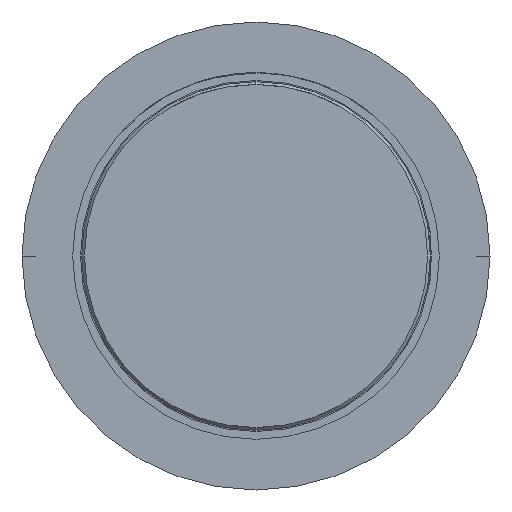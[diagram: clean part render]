
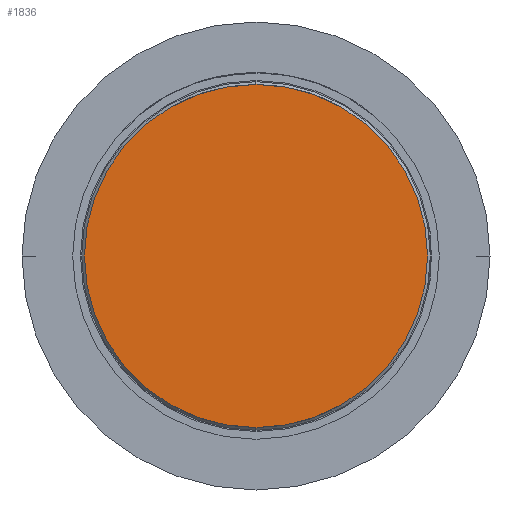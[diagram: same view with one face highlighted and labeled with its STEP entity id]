
A CAD part, front view. The second image highlights one B-rep face of the part: STEP entity #1836.
In plain terms, the highlighted planar face has unit normal (0, -1, 0).
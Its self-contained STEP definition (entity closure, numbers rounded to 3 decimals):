
#308 = CIRCLE ( 'NONE', #3643, 2.2 ) ;
#604 = CARTESIAN_POINT ( 'NONE',  ( 0., 0., -1.9 ) ) ;
#834 = DIRECTION ( 'NONE',  ( -1., 0., 0. ) ) ;
#850 = AXIS2_PLACEMENT_3D ( 'NONE', #1247, #3443, #2710 ) ;
#980 = CARTESIAN_POINT ( 'NONE',  ( -2.2, 0., 0. ) ) ;
#1247 = CARTESIAN_POINT ( 'NONE',  ( 0., 0., 0. ) ) ;
#1273 = CIRCLE ( 'NONE', #850, 2.2 ) ;
#1390 = PLANE ( 'NONE',  #2739 ) ;
#1669 = EDGE_LOOP ( 'NONE', ( #4514, #1788 ) ) ;
#1722 = VERTEX_POINT ( 'NONE', #2378 ) ;
#1726 = DIRECTION ( 'NONE',  ( 1., 0., 0. ) ) ;
#1788 = ORIENTED_EDGE ( 'NONE', *, *, #3202, .T. ) ;
#1836 = ADVANCED_FACE ( 'Defeature ausgef�hrt2_7', ( #2596 ), #1390, .F. ) ;
#1936 = CARTESIAN_POINT ( 'NONE',  ( 0., 0., 0. ) ) ;
#2378 = CARTESIAN_POINT ( 'NONE',  ( 2.2, 0., 0. ) ) ;
#2395 = EDGE_CURVE ( 'Defeature ausgef�hrt2_7+Defeature ausgef�hrt2_14+Defeature ausgef�hrt2_14+Defeature ausgef�hrt2_14', #4512, #1722, #308, .T. ) ;
#2596 = FACE_OUTER_BOUND ( 'NONE', #1669, .T. ) ;
#2710 = DIRECTION ( 'NONE',  ( -1., 0., 0. ) ) ;
#2711 = DIRECTION ( 'NONE',  ( 0., -1., 0. ) ) ;
#2739 = AXIS2_PLACEMENT_3D ( 'NONE', #604, #3175, #1726 ) ;
#3175 = DIRECTION ( 'NONE',  ( 0., 1., 0. ) ) ;
#3202 = EDGE_CURVE ( 'Defeature ausgef�hrt2_7+Defeature ausgef�hrt2_14+Defeature ausgef�hrt2_14+Defeature ausgef�hrt2_14', #1722, #4512, #1273, .T. ) ;
#3443 = DIRECTION ( 'NONE',  ( 0., -1., 0. ) ) ;
#3643 = AXIS2_PLACEMENT_3D ( 'NONE', #1936, #2711, #834 ) ;
#4512 = VERTEX_POINT ( 'NONE', #980 ) ;
#4514 = ORIENTED_EDGE ( 'NONE', *, *, #2395, .T. ) ;
